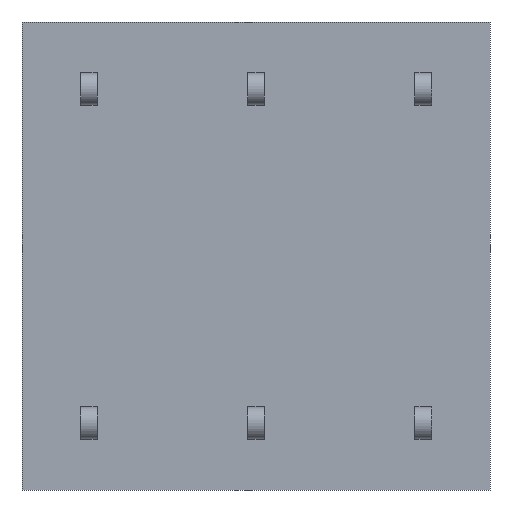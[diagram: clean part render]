
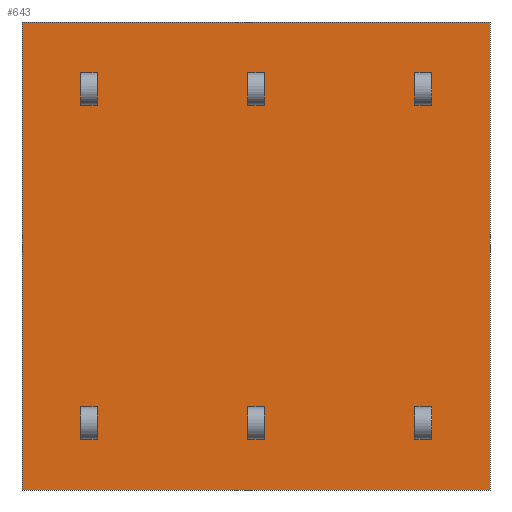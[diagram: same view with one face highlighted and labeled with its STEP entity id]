
A CAD part, front view. The second image highlights one B-rep face of the part: STEP entity #643.
In plain terms, the highlighted planar face has unit normal (0, -1, 0).
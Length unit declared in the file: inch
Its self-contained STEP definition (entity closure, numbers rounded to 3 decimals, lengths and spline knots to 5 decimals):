
#16=FACE_BOUND('',#83,.T.);
#17=FACE_BOUND('',#84,.T.);
#18=FACE_BOUND('',#85,.T.);
#19=FACE_BOUND('',#86,.T.);
#20=FACE_BOUND('',#87,.T.);
#21=FACE_BOUND('',#88,.T.);
#46=FACE_OUTER_BOUND('',#82,.T.);
#82=EDGE_LOOP('',(#426,#427,#428,#429));
#83=EDGE_LOOP('',(#430,#431,#432,#433));
#84=EDGE_LOOP('',(#434,#435,#436,#437));
#85=EDGE_LOOP('',(#438,#439,#440,#441));
#86=EDGE_LOOP('',(#442,#443,#444,#445));
#87=EDGE_LOOP('',(#446,#447,#448,#449));
#88=EDGE_LOOP('',(#450,#451,#452,#453));
#118=LINE('',#897,#190);
#122=LINE('',#906,#194);
#125=LINE('',#914,#197);
#129=LINE('',#924,#201);
#131=LINE('',#927,#203);
#132=LINE('',#930,#204);
#133=LINE('',#932,#205);
#134=LINE('',#933,#206);
#135=LINE('',#936,#207);
#136=LINE('',#938,#208);
#137=LINE('',#940,#209);
#138=LINE('',#941,#210);
#139=LINE('',#944,#211);
#140=LINE('',#946,#212);
#141=LINE('',#948,#213);
#142=LINE('',#949,#214);
#143=LINE('',#952,#215);
#144=LINE('',#954,#216);
#145=LINE('',#956,#217);
#146=LINE('',#957,#218);
#147=LINE('',#960,#219);
#148=LINE('',#962,#220);
#149=LINE('',#964,#221);
#150=LINE('',#965,#222);
#151=LINE('',#968,#223);
#152=LINE('',#970,#224);
#153=LINE('',#972,#225);
#154=LINE('',#973,#226);
#190=VECTOR('',#727,0.56);
#194=VECTOR('',#733,0.039);
#197=VECTOR('',#740,0.02);
#201=VECTOR('',#750,0.039);
#203=VECTOR('',#754,0.02);
#204=VECTOR('',#757,0.56);
#205=VECTOR('',#758,0.56);
#206=VECTOR('',#759,0.56);
#207=VECTOR('',#760,0.02);
#208=VECTOR('',#761,0.039);
#209=VECTOR('',#762,0.02);
#210=VECTOR('',#763,0.039);
#211=VECTOR('',#764,0.02);
#212=VECTOR('',#765,0.039);
#213=VECTOR('',#766,0.02);
#214=VECTOR('',#767,0.039);
#215=VECTOR('',#768,0.02);
#216=VECTOR('',#769,0.039);
#217=VECTOR('',#770,0.02);
#218=VECTOR('',#771,0.039);
#219=VECTOR('',#772,0.02);
#220=VECTOR('',#773,0.039);
#221=VECTOR('',#774,0.02);
#222=VECTOR('',#775,0.039);
#223=VECTOR('',#776,0.02);
#224=VECTOR('',#777,0.039);
#225=VECTOR('',#778,0.02);
#226=VECTOR('',#779,0.039);
#262=VERTEX_POINT('',#895);
#263=VERTEX_POINT('',#896);
#266=VERTEX_POINT('',#904);
#267=VERTEX_POINT('',#905);
#270=VERTEX_POINT('',#913);
#273=VERTEX_POINT('',#923);
#274=VERTEX_POINT('',#929);
#275=VERTEX_POINT('',#931);
#276=VERTEX_POINT('',#934);
#277=VERTEX_POINT('',#935);
#278=VERTEX_POINT('',#937);
#279=VERTEX_POINT('',#939);
#280=VERTEX_POINT('',#942);
#281=VERTEX_POINT('',#943);
#282=VERTEX_POINT('',#945);
#283=VERTEX_POINT('',#947);
#284=VERTEX_POINT('',#950);
#285=VERTEX_POINT('',#951);
#286=VERTEX_POINT('',#953);
#287=VERTEX_POINT('',#955);
#288=VERTEX_POINT('',#958);
#289=VERTEX_POINT('',#959);
#290=VERTEX_POINT('',#961);
#291=VERTEX_POINT('',#963);
#292=VERTEX_POINT('',#966);
#293=VERTEX_POINT('',#967);
#294=VERTEX_POINT('',#969);
#295=VERTEX_POINT('',#971);
#318=EDGE_CURVE('',#262,#263,#118,.T.);
#322=EDGE_CURVE('',#266,#267,#122,.T.);
#326=EDGE_CURVE('',#266,#270,#125,.T.);
#331=EDGE_CURVE('',#270,#273,#129,.T.);
#333=EDGE_CURVE('',#273,#267,#131,.T.);
#334=EDGE_CURVE('',#274,#262,#132,.T.);
#335=EDGE_CURVE('',#275,#274,#133,.T.);
#336=EDGE_CURVE('',#263,#275,#134,.T.);
#337=EDGE_CURVE('',#276,#277,#135,.T.);
#338=EDGE_CURVE('',#276,#278,#136,.T.);
#339=EDGE_CURVE('',#279,#278,#137,.T.);
#340=EDGE_CURVE('',#277,#279,#138,.T.);
#341=EDGE_CURVE('',#280,#281,#139,.T.);
#342=EDGE_CURVE('',#280,#282,#140,.T.);
#343=EDGE_CURVE('',#283,#282,#141,.T.);
#344=EDGE_CURVE('',#281,#283,#142,.T.);
#345=EDGE_CURVE('',#284,#285,#143,.T.);
#346=EDGE_CURVE('',#284,#286,#144,.T.);
#347=EDGE_CURVE('',#287,#286,#145,.T.);
#348=EDGE_CURVE('',#285,#287,#146,.T.);
#349=EDGE_CURVE('',#288,#289,#147,.T.);
#350=EDGE_CURVE('',#288,#290,#148,.T.);
#351=EDGE_CURVE('',#291,#290,#149,.T.);
#352=EDGE_CURVE('',#289,#291,#150,.T.);
#353=EDGE_CURVE('',#292,#293,#151,.T.);
#354=EDGE_CURVE('',#292,#294,#152,.T.);
#355=EDGE_CURVE('',#295,#294,#153,.T.);
#356=EDGE_CURVE('',#293,#295,#154,.T.);
#426=ORIENTED_EDGE('',*,*,#318,.F.);
#427=ORIENTED_EDGE('',*,*,#334,.F.);
#428=ORIENTED_EDGE('',*,*,#335,.F.);
#429=ORIENTED_EDGE('',*,*,#336,.F.);
#430=ORIENTED_EDGE('',*,*,#326,.F.);
#431=ORIENTED_EDGE('',*,*,#322,.T.);
#432=ORIENTED_EDGE('',*,*,#333,.F.);
#433=ORIENTED_EDGE('',*,*,#331,.F.);
#434=ORIENTED_EDGE('',*,*,#337,.F.);
#435=ORIENTED_EDGE('',*,*,#338,.T.);
#436=ORIENTED_EDGE('',*,*,#339,.F.);
#437=ORIENTED_EDGE('',*,*,#340,.F.);
#438=ORIENTED_EDGE('',*,*,#341,.F.);
#439=ORIENTED_EDGE('',*,*,#342,.T.);
#440=ORIENTED_EDGE('',*,*,#343,.F.);
#441=ORIENTED_EDGE('',*,*,#344,.F.);
#442=ORIENTED_EDGE('',*,*,#345,.F.);
#443=ORIENTED_EDGE('',*,*,#346,.T.);
#444=ORIENTED_EDGE('',*,*,#347,.F.);
#445=ORIENTED_EDGE('',*,*,#348,.F.);
#446=ORIENTED_EDGE('',*,*,#349,.F.);
#447=ORIENTED_EDGE('',*,*,#350,.T.);
#448=ORIENTED_EDGE('',*,*,#351,.F.);
#449=ORIENTED_EDGE('',*,*,#352,.F.);
#450=ORIENTED_EDGE('',*,*,#353,.F.);
#451=ORIENTED_EDGE('',*,*,#354,.T.);
#452=ORIENTED_EDGE('',*,*,#355,.F.);
#453=ORIENTED_EDGE('',*,*,#356,.F.);
#575=PLANE('',#683);
#643=ADVANCED_FACE('',(#46,#16,#17,#18,#19,#20,#21),#575,.F.);
#683=AXIS2_PLACEMENT_3D('',#928,#755,#756);
#727=DIRECTION('',(-1.,0.,0.));
#733=DIRECTION('',(0.,0.,-1.));
#740=DIRECTION('',(-1.,0.,0.));
#750=DIRECTION('',(0.,0.,-1.));
#754=DIRECTION('',(1.,0.,0.));
#755=DIRECTION('center_axis',(0.,1.,0.));
#756=DIRECTION('ref_axis',(0.,0.,1.));
#757=DIRECTION('',(0.,0.,-1.));
#758=DIRECTION('',(1.,0.,0.));
#759=DIRECTION('',(0.,0.,1.));
#760=DIRECTION('',(-1.,0.,0.));
#761=DIRECTION('',(0.,0.,-1.));
#762=DIRECTION('',(1.,0.,0.));
#763=DIRECTION('',(0.,0.,-1.));
#764=DIRECTION('',(-1.,0.,0.));
#765=DIRECTION('',(0.,0.,-1.));
#766=DIRECTION('',(1.,0.,0.));
#767=DIRECTION('',(0.,0.,-1.));
#768=DIRECTION('',(-1.,0.,0.));
#769=DIRECTION('',(0.,0.,-1.));
#770=DIRECTION('',(1.,0.,0.));
#771=DIRECTION('',(0.,0.,-1.));
#772=DIRECTION('',(-1.,0.,0.));
#773=DIRECTION('',(0.,0.,-1.));
#774=DIRECTION('',(1.,0.,0.));
#775=DIRECTION('',(0.,0.,-1.));
#776=DIRECTION('',(-1.,0.,0.));
#777=DIRECTION('',(0.,0.,-1.));
#778=DIRECTION('',(1.,0.,0.));
#779=DIRECTION('',(0.,0.,-1.));
#895=CARTESIAN_POINT('',(0.28,0.,-0.28));
#896=CARTESIAN_POINT('',(-0.28,0.,-0.28));
#897=CARTESIAN_POINT('',(0.28,0.,-0.28));
#904=CARTESIAN_POINT('',(0.21,0.,-0.1805));
#905=CARTESIAN_POINT('',(0.21,0.,-0.2195));
#906=CARTESIAN_POINT('',(0.21,0.,0.));
#913=CARTESIAN_POINT('',(0.19,0.,-0.1805));
#914=CARTESIAN_POINT('',(0.,0.,-0.1805));
#923=CARTESIAN_POINT('',(0.19,0.,-0.2195));
#924=CARTESIAN_POINT('',(0.19,0.,0.));
#927=CARTESIAN_POINT('',(0.,0.,-0.2195));
#928=CARTESIAN_POINT('Origin',(0.,0.,0.));
#929=CARTESIAN_POINT('',(0.28,0.,0.28));
#930=CARTESIAN_POINT('',(0.28,0.,0.28));
#931=CARTESIAN_POINT('',(-0.28,0.,0.28));
#932=CARTESIAN_POINT('',(-0.28,0.,0.28));
#933=CARTESIAN_POINT('',(-0.28,0.,-0.28));
#934=CARTESIAN_POINT('',(0.21,0.,0.2195));
#935=CARTESIAN_POINT('',(0.19,0.,0.2195));
#936=CARTESIAN_POINT('',(0.,0.,0.2195));
#937=CARTESIAN_POINT('',(0.21,0.,0.1805));
#938=CARTESIAN_POINT('',(0.21,0.,0.));
#939=CARTESIAN_POINT('',(0.19,0.,0.1805));
#940=CARTESIAN_POINT('',(0.,0.,0.1805));
#941=CARTESIAN_POINT('',(0.19,0.,0.));
#942=CARTESIAN_POINT('',(0.01,0.,-0.1805));
#943=CARTESIAN_POINT('',(-0.01,0.,-0.1805));
#944=CARTESIAN_POINT('',(0.,0.,-0.1805));
#945=CARTESIAN_POINT('',(0.01,0.,-0.2195));
#946=CARTESIAN_POINT('',(0.01,0.,0.));
#947=CARTESIAN_POINT('',(-0.01,0.,-0.2195));
#948=CARTESIAN_POINT('',(0.,0.,-0.2195));
#949=CARTESIAN_POINT('',(-0.01,0.,0.));
#950=CARTESIAN_POINT('',(0.01,0.,0.2195));
#951=CARTESIAN_POINT('',(-0.01,0.,0.2195));
#952=CARTESIAN_POINT('',(0.,0.,0.2195));
#953=CARTESIAN_POINT('',(0.01,0.,0.1805));
#954=CARTESIAN_POINT('',(0.01,0.,0.));
#955=CARTESIAN_POINT('',(-0.01,0.,0.1805));
#956=CARTESIAN_POINT('',(0.,0.,0.1805));
#957=CARTESIAN_POINT('',(-0.01,0.,0.));
#958=CARTESIAN_POINT('',(-0.19,0.,-0.1805));
#959=CARTESIAN_POINT('',(-0.21,0.,-0.1805));
#960=CARTESIAN_POINT('',(0.,0.,-0.1805));
#961=CARTESIAN_POINT('',(-0.19,0.,-0.2195));
#962=CARTESIAN_POINT('',(-0.19,0.,0.));
#963=CARTESIAN_POINT('',(-0.21,0.,-0.2195));
#964=CARTESIAN_POINT('',(0.,0.,-0.2195));
#965=CARTESIAN_POINT('',(-0.21,0.,0.));
#966=CARTESIAN_POINT('',(-0.19,0.,0.2195));
#967=CARTESIAN_POINT('',(-0.21,0.,0.2195));
#968=CARTESIAN_POINT('',(0.,0.,0.2195));
#969=CARTESIAN_POINT('',(-0.19,0.,0.1805));
#970=CARTESIAN_POINT('',(-0.19,0.,0.));
#971=CARTESIAN_POINT('',(-0.21,0.,0.1805));
#972=CARTESIAN_POINT('',(0.,0.,0.1805));
#973=CARTESIAN_POINT('',(-0.21,0.,0.));
